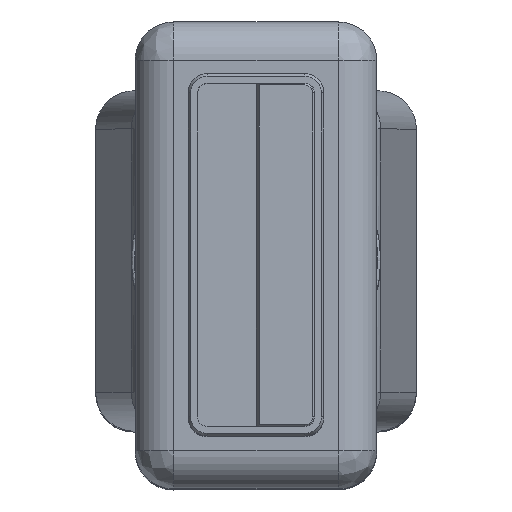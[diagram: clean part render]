
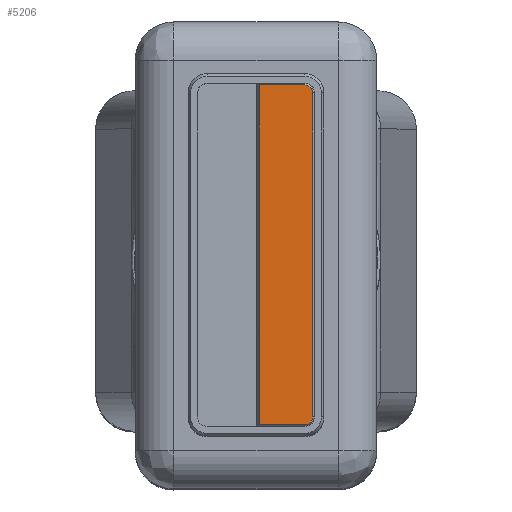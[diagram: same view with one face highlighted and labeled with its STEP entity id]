
A CAD part, top view. The second image highlights one B-rep face of the part: STEP entity #5206.
In plain terms, the highlighted planar face has unit normal (0, 0, 1).
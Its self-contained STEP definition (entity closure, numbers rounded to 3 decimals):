
#109 = CARTESIAN_POINT ( 'NONE',  ( -0.073, 9.568, 23.863 ) ) ;
#308 = VERTEX_POINT ( 'NONE', #9585 ) ;
#1118 = CARTESIAN_POINT ( 'NONE',  ( 1.802, 9.833, 23.863 ) ) ;
#1149 = CARTESIAN_POINT ( 'NONE',  ( 1.802, 9.759, 23.863 ) ) ;
#1190 = CARTESIAN_POINT ( 'NONE',  ( 1.776, 9.697, 23.863 ) ) ;
#1206 = CARTESIAN_POINT ( 'NONE',  ( 1.674, 9.595, 23.863 ) ) ;
#1308 = CARTESIAN_POINT ( 'NONE',  ( 1.537, 9.568, 23.863 ) ) ;
#1514 = CARTESIAN_POINT ( 'NONE',  ( 1.611, 9.569, 23.863 ) ) ;
#1650 = CARTESIAN_POINT ( 'NONE',  ( 1.537, 20.818, 23.863 ) ) ;
#1670 = CARTESIAN_POINT ( 'NONE',  ( 1.612, 20.818, 23.863 ) ) ;
#1685 = CARTESIAN_POINT ( 'NONE',  ( 1.674, 20.792, 23.863 ) ) ;
#1689 = CARTESIAN_POINT ( 'NONE',  ( 1.775, 20.69, 23.863 ) ) ;
#1758 = CARTESIAN_POINT ( 'NONE',  ( 1.802, 20.553, 23.863 ) ) ;
#1781 = CARTESIAN_POINT ( 'NONE',  ( 1.802, 20.627, 23.863 ) ) ;
#1946 = EDGE_LOOP ( 'NONE', ( #5480, #8664, #9072, #12929, #6365, #16769 ) ) ;
#2014 = VERTEX_POINT ( 'NONE', #14736 ) ;
#2317 = DIRECTION ( 'NONE',  ( 0., -1., 0. ) ) ;
#2538 = CARTESIAN_POINT ( 'NONE',  ( 1.802, 15.193, 23.863 ) ) ;
#2660 = LINE ( 'NONE', #9005, #16320 ) ;
#3056 = DIRECTION ( 'NONE',  ( 1., 0., 0. ) ) ;
#3096 = DIRECTION ( 'NONE',  ( 0., 0., 1. ) ) ;
#3401 = CARTESIAN_POINT ( 'NONE',  ( -0.073, 15.193, 23.863 ) ) ;
#3475 = PLANE ( 'NONE',  #8861 ) ;
#3516 = CARTESIAN_POINT ( 'NONE',  ( 1.537, 20.818, 23.863 ) ) ;
#4103 = EDGE_CURVE ( 'NONE', #2014, #9169, #4308, .T. ) ;
#4308 = B_SPLINE_CURVE_WITH_KNOTS ( 'NONE', 3,
 ( #1758, #1781, #1689, #1685, #1670, #1650 ),
 .UNSPECIFIED., .F., .F.,
 ( 4, 2, 4 ),
 ( 0., 0.5, 1. ),
 .UNSPECIFIED. ) ;
#5060 = EDGE_CURVE ( 'NONE', #9169, #8978, #8673, .T. ) ;
#5155 = DIRECTION ( 'NONE',  ( 1., 0., 0. ) ) ;
#5206 = ADVANCED_FACE ( 'NONE', ( #13135 ), #3475, .T. ) ;
#5262 = VECTOR ( 'NONE', #2317, 1000. ) ;
#5268 = EDGE_CURVE ( 'NONE', #2014, #308, #15766, .T. ) ;
#5295 = EDGE_CURVE ( 'NONE', #7473, #308, #17089, .T. ) ;
#5357 = LINE ( 'NONE', #109, #15436 ) ;
#5480 = ORIENTED_EDGE ( 'NONE', *, *, #4103, .T. ) ;
#6128 = CARTESIAN_POINT ( 'NONE',  ( -0.073, 20.818, 23.863 ) ) ;
#6235 = EDGE_CURVE ( 'NONE', #8978, #9638, #2660, .T. ) ;
#6365 = ORIENTED_EDGE ( 'NONE', *, *, #5295, .T. ) ;
#6589 = DIRECTION ( 'NONE',  ( -1., 0., 0. ) ) ;
#6979 = EDGE_CURVE ( 'NONE', #9638, #7473, #5357, .T. ) ;
#7473 = VERTEX_POINT ( 'NONE', #8261 ) ;
#8261 = CARTESIAN_POINT ( 'NONE',  ( 1.537, 9.568, 23.863 ) ) ;
#8664 = ORIENTED_EDGE ( 'NONE', *, *, #5060, .T. ) ;
#8673 = LINE ( 'NONE', #6128, #12133 ) ;
#8861 = AXIS2_PLACEMENT_3D ( 'NONE', #3401, #3096, #3056 ) ;
#8969 = DIRECTION ( 'NONE',  ( 0., -1., 0. ) ) ;
#8978 = VERTEX_POINT ( 'NONE', #9017 ) ;
#9005 = CARTESIAN_POINT ( 'NONE',  ( 0.029, 15.193, 23.863 ) ) ;
#9017 = CARTESIAN_POINT ( 'NONE',  ( 0.029, 20.818, 23.863 ) ) ;
#9072 = ORIENTED_EDGE ( 'NONE', *, *, #6235, .T. ) ;
#9169 = VERTEX_POINT ( 'NONE', #3516 ) ;
#9459 = CARTESIAN_POINT ( 'NONE',  ( 0.029, 9.568, 23.863 ) ) ;
#9585 = CARTESIAN_POINT ( 'NONE',  ( 1.802, 9.833, 23.863 ) ) ;
#9638 = VERTEX_POINT ( 'NONE', #9459 ) ;
#12133 = VECTOR ( 'NONE', #6589, 1000. ) ;
#12929 = ORIENTED_EDGE ( 'NONE', *, *, #6979, .T. ) ;
#13135 = FACE_OUTER_BOUND ( 'NONE', #1946, .T. ) ;
#14736 = CARTESIAN_POINT ( 'NONE',  ( 1.802, 20.553, 23.863 ) ) ;
#15436 = VECTOR ( 'NONE', #5155, 1000. ) ;
#15766 = LINE ( 'NONE', #2538, #5262 ) ;
#16320 = VECTOR ( 'NONE', #8969, 1000. ) ;
#16769 = ORIENTED_EDGE ( 'NONE', *, *, #5268, .F. ) ;
#17089 = B_SPLINE_CURVE_WITH_KNOTS ( 'NONE', 3,
 ( #1308, #1514, #1206, #1190, #1149, #1118 ),
 .UNSPECIFIED., .F., .F.,
 ( 4, 2, 4 ),
 ( 0., 0.5, 1. ),
 .UNSPECIFIED. ) ;
